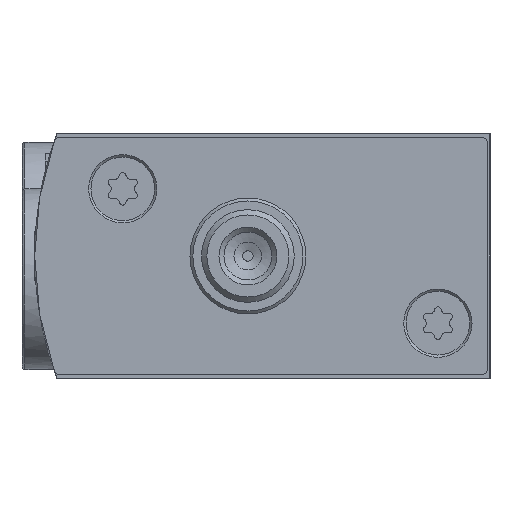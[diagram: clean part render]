
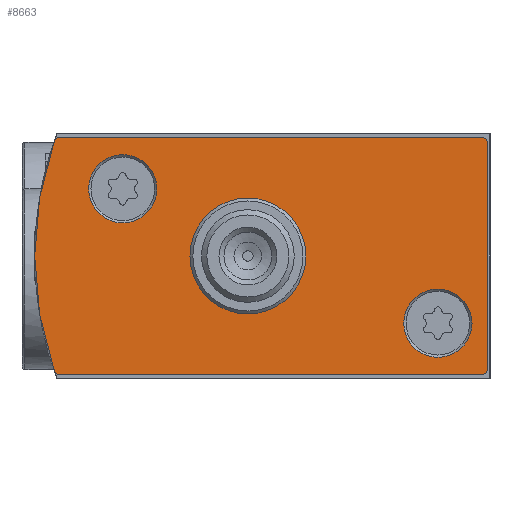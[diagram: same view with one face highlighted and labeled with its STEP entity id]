
A CAD part, left-side view. The second image highlights one B-rep face of the part: STEP entity #8663.
In plain terms, the highlighted planar face has unit normal (-1, 0, 0).
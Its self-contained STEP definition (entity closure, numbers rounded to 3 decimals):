
#877=LINE('',#15368,#1682);
#882=LINE('',#15385,#1687);
#886=LINE('',#15397,#1691);
#1682=VECTOR('',#12675,1000.);
#1687=VECTOR('',#12690,1000.);
#1691=VECTOR('',#12702,1000.);
#3563=ORIENTED_EDGE('',*,*,#5103,.F.);
#3564=ORIENTED_EDGE('',*,*,#5104,.T.);
#3565=ORIENTED_EDGE('',*,*,#5105,.T.);
#3566=ORIENTED_EDGE('',*,*,#5080,.F.);
#3567=ORIENTED_EDGE('',*,*,#5099,.F.);
#3568=ORIENTED_EDGE('',*,*,#5056,.F.);
#3569=ORIENTED_EDGE('',*,*,#5097,.F.);
#3570=ORIENTED_EDGE('',*,*,#5094,.F.);
#3571=ORIENTED_EDGE('',*,*,#5091,.F.);
#3572=ORIENTED_EDGE('',*,*,#5088,.F.);
#3573=ORIENTED_EDGE('',*,*,#5084,.F.);
#5056=EDGE_CURVE('',#5993,#5994,#6480,.T.);
#5080=EDGE_CURVE('',#6017,#6018,#877,.T.);
#5084=EDGE_CURVE('',#6018,#6021,#6489,.T.);
#5088=EDGE_CURVE('',#6021,#6024,#882,.T.);
#5091=EDGE_CURVE('',#6024,#6026,#6492,.T.);
#5094=EDGE_CURVE('',#6026,#6028,#886,.T.);
#5097=EDGE_CURVE('',#6028,#5993,#6494,.T.);
#5099=EDGE_CURVE('',#5994,#6017,#6496,.T.);
#5103=EDGE_CURVE('',#6032,#6032,#6500,.F.);
#5104=EDGE_CURVE('',#6033,#6033,#6501,.T.);
#5105=EDGE_CURVE('',#6034,#6034,#6502,.T.);
#5993=VERTEX_POINT('',#15311);
#5994=VERTEX_POINT('',#15312);
#6017=VERTEX_POINT('',#15369);
#6018=VERTEX_POINT('',#15370);
#6021=VERTEX_POINT('',#15378);
#6024=VERTEX_POINT('',#15386);
#6026=VERTEX_POINT('',#15392);
#6028=VERTEX_POINT('',#15398);
#6032=VERTEX_POINT('',#15415);
#6033=VERTEX_POINT('',#15417);
#6034=VERTEX_POINT('',#15419);
#6480=CIRCLE('',#10631,30.);
#6489=CIRCLE('',#10642,0.5);
#6492=CIRCLE('',#10647,0.5);
#6494=CIRCLE('',#10651,0.5);
#6496=CIRCLE('',#10654,0.5);
#6500=CIRCLE('',#10660,5.);
#6501=CIRCLE('',#10661,2.95);
#6502=CIRCLE('',#10662,2.95);
#7045=EDGE_LOOP('',(#3563));
#7046=EDGE_LOOP('',(#3564));
#7047=EDGE_LOOP('',(#3565));
#7048=EDGE_LOOP('',(#3566,#3567,#3568,#3569,#3570,#3571,#3572,#3573));
#7744=FACE_BOUND('',#7045,.T.);
#7745=FACE_BOUND('',#7046,.T.);
#7746=FACE_BOUND('',#7047,.T.);
#7747=FACE_BOUND('',#7048,.T.);
#8228=PLANE('',#10659);
#8663=ADVANCED_FACE('',(#7744,#7745,#7746,#7747),#8228,.F.);
#10631=AXIS2_PLACEMENT_3D('',#15310,#12643,#12644);
#10642=AXIS2_PLACEMENT_3D('',#15377,#12681,#12682);
#10647=AXIS2_PLACEMENT_3D('',#15391,#12695,#12696);
#10651=AXIS2_PLACEMENT_3D('',#15403,#12707,#12708);
#10654=AXIS2_PLACEMENT_3D('',#15406,#12713,#12714);
#10659=AXIS2_PLACEMENT_3D('',#15413,#12723,#12724);
#10660=AXIS2_PLACEMENT_3D('',#15414,#12725,#12726);
#10661=AXIS2_PLACEMENT_3D('',#15416,#12727,#12728);
#10662=AXIS2_PLACEMENT_3D('',#15418,#12729,#12730);
#12643=DIRECTION('',(1.,0.,0.));
#12644=DIRECTION('',(0.,0.,-1.));
#12675=DIRECTION('',(0.,-1.,0.));
#12681=DIRECTION('',(1.,0.,0.));
#12682=DIRECTION('',(0.,0.,-1.));
#12690=DIRECTION('',(0.,0.,-1.));
#12695=DIRECTION('',(1.,0.,0.));
#12696=DIRECTION('',(0.,0.,-1.));
#12702=DIRECTION('',(0.,1.,0.));
#12707=DIRECTION('',(1.,0.,0.));
#12708=DIRECTION('',(0.,0.,-1.));
#12713=DIRECTION('',(1.,0.,0.));
#12714=DIRECTION('',(0.,0.,-1.));
#12723=DIRECTION('',(1.,0.,0.));
#12724=DIRECTION('',(0.,0.,-1.));
#12725=DIRECTION('',(1.,0.,0.));
#12726=DIRECTION('',(0.,0.,-1.));
#12727=DIRECTION('',(1.,0.,0.));
#12728=DIRECTION('',(0.,0.,-1.));
#12729=DIRECTION('',(1.,0.,0.));
#12730=DIRECTION('',(0.,0.,-1.));
#15310=CARTESIAN_POINT('',(0.,9.3,0.));
#15311=CARTESIAN_POINT('',(0.,37.614,-9.915));
#15312=CARTESIAN_POINT('',(0.,37.614,9.915));
#15368=CARTESIAN_POINT('',(0.,37.142,10.25));
#15369=CARTESIAN_POINT('',(0.,37.142,10.25));
#15370=CARTESIAN_POINT('',(0.,0.7,10.25));
#15377=CARTESIAN_POINT('',(0.,0.7,9.75));
#15378=CARTESIAN_POINT('',(0.,0.2,9.75));
#15385=CARTESIAN_POINT('',(0.,0.2,9.75));
#15386=CARTESIAN_POINT('',(0.,0.2,-9.75));
#15391=CARTESIAN_POINT('',(0.,0.7,-9.75));
#15392=CARTESIAN_POINT('',(0.,0.7,-10.25));
#15397=CARTESIAN_POINT('',(0.,0.7,-10.25));
#15398=CARTESIAN_POINT('',(0.,37.142,-10.25));
#15403=CARTESIAN_POINT('',(0.,37.142,-9.75));
#15406=CARTESIAN_POINT('',(0.,37.142,9.75));
#15413=CARTESIAN_POINT('',(0.,0.7,9.75));
#15414=CARTESIAN_POINT('',(0.,20.9,0.));
#15415=CARTESIAN_POINT('',(0.,20.9,-5.));
#15416=CARTESIAN_POINT('',(0.,31.7,5.8));
#15417=CARTESIAN_POINT('',(0.,31.7,2.85));
#15418=CARTESIAN_POINT('',(0.,4.5,-5.8));
#15419=CARTESIAN_POINT('',(0.,4.5,-8.75));
